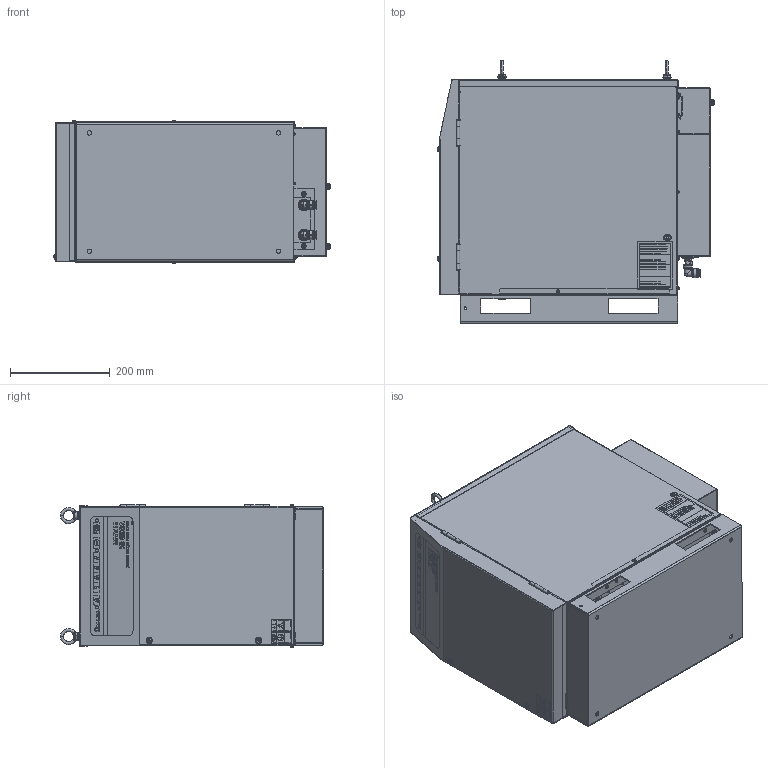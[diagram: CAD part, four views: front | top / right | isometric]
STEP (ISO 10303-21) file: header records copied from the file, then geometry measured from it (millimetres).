
FILE_DESCRIPTION (( 'STEP AP203' ), '1' );
FILE_NAME ('AEP1185177 -04 ASSEMBLING_DIAGRAM_AAA.STEP', '2016-11-07T16:23:23', ( '' ), ( '' ), 'SwSTEP 2.0', 'SolidWorks 2014', '' );
FILE_SCHEMA (( 'CONFIG_CONTROL_DESIGN' ));
Products named in the file (1): AEP1185177 -04 ASSEMBLING_DIAGRAM_AAA
Bounding box: 556.29 x 528.5 x 287.25 mm (x, y, z)
Surface area: 2221151.6 mm2 (no closed solid volume)
Topology: 0 solids, 728 shells, 2020 faces, 17289 edges, 15825 vertices
Faces by surface type: plane 1037, cylinder 420, bspline 248, cone 215, sphere 54, torus 46
Entity records: 201524 total; most frequent: CARTESIAN_POINT 86582, ORIENTED_EDGE 19678, DIRECTION 19244, EDGE_CURVE 17277, VERTEX_POINT 15825, VECTOR 9686, LINE 9686, AXIS2_PLACEMENT_3D 4779
